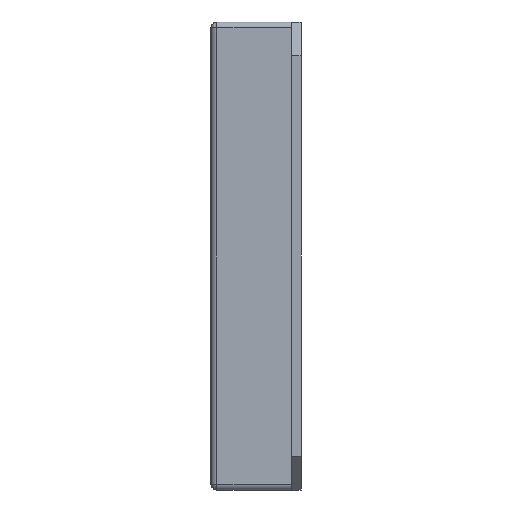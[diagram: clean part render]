
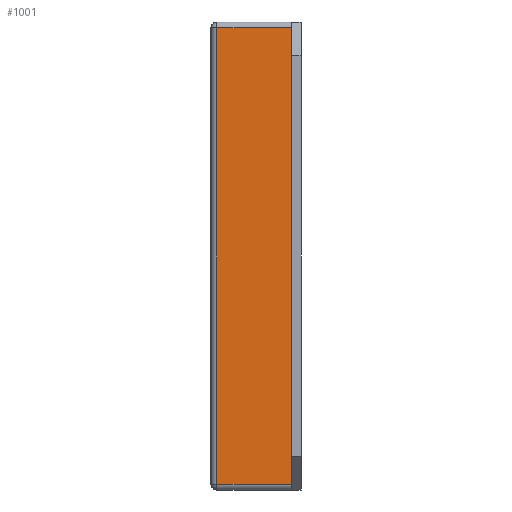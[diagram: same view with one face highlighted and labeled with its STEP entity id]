
A CAD part, left-side view. The second image highlights one B-rep face of the part: STEP entity #1001.
In plain terms, the highlighted planar face has unit normal (-1, 0, 0).
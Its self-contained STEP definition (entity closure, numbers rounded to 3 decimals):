
#14 = VECTOR ( 'NONE', #1848, 1000. ) ;
#35 = VECTOR ( 'NONE', #1305, 1000. ) ;
#146 = DIRECTION ( 'NONE',  ( 0., 0., 1. ) ) ;
#172 = AXIS2_PLACEMENT_3D ( 'NONE', #1364, #1813, #260 ) ;
#260 = DIRECTION ( 'NONE',  ( 0., 0., -1. ) ) ;
#447 = CARTESIAN_POINT ( 'NONE',  ( -13.1, 0.8, -19.5 ) ) ;
#579 = EDGE_LOOP ( 'NONE', ( #753, #2008, #3521, #3341 ) ) ;
#753 = ORIENTED_EDGE ( 'NONE', *, *, #1283, .T. ) ;
#1001 = ADVANCED_FACE ( 'NONE', ( #3290 ), #2718, .F. ) ;
#1114 = LINE ( 'NONE', #2926, #2466 ) ;
#1199 = VERTEX_POINT ( 'NONE', #447 ) ;
#1253 = CARTESIAN_POINT ( 'NONE',  ( -13.1, 0.8, 20. ) ) ;
#1276 = VERTEX_POINT ( 'NONE', #1567 ) ;
#1283 = EDGE_CURVE ( 'NONE', #1276, #2853, #1114, .T. ) ;
#1295 = DIRECTION ( 'NONE',  ( 0., 0., -1. ) ) ;
#1305 = DIRECTION ( 'NONE',  ( 0., -1., 0. ) ) ;
#1329 = EDGE_CURVE ( 'NONE', #1749, #1276, #1490, .T. ) ;
#1364 = CARTESIAN_POINT ( 'NONE',  ( -13.1, 7.7, 20. ) ) ;
#1458 = EDGE_CURVE ( 'NONE', #1199, #1749, #2894, .T. ) ;
#1490 = LINE ( 'NONE', #3467, #14 ) ;
#1512 = LINE ( 'NONE', #3494, #35 ) ;
#1567 = CARTESIAN_POINT ( 'NONE',  ( -13.1, 7.2, 19.5 ) ) ;
#1749 = VERTEX_POINT ( 'NONE', #2287 ) ;
#1813 = DIRECTION ( 'NONE',  ( 1., 0., 0. ) ) ;
#1848 = DIRECTION ( 'NONE',  ( 0., 1., 0. ) ) ;
#2008 = ORIENTED_EDGE ( 'NONE', *, *, #3102, .T. ) ;
#2287 = CARTESIAN_POINT ( 'NONE',  ( -13.1, 0.8, 19.5 ) ) ;
#2466 = VECTOR ( 'NONE', #1295, 1000. ) ;
#2718 = PLANE ( 'NONE',  #172 ) ;
#2853 = VERTEX_POINT ( 'NONE', #3099 ) ;
#2894 = LINE ( 'NONE', #1253, #3545 ) ;
#2926 = CARTESIAN_POINT ( 'NONE',  ( -13.1, 7.2, -20. ) ) ;
#3099 = CARTESIAN_POINT ( 'NONE',  ( -13.1, 7.2, -19.5 ) ) ;
#3102 = EDGE_CURVE ( 'NONE', #2853, #1199, #1512, .T. ) ;
#3290 = FACE_OUTER_BOUND ( 'NONE', #579, .T. ) ;
#3341 = ORIENTED_EDGE ( 'NONE', *, *, #1329, .T. ) ;
#3467 = CARTESIAN_POINT ( 'NONE',  ( -13.1, 7.7, 19.5 ) ) ;
#3494 = CARTESIAN_POINT ( 'NONE',  ( -13.1, 7.7, -19.5 ) ) ;
#3521 = ORIENTED_EDGE ( 'NONE', *, *, #1458, .T. ) ;
#3545 = VECTOR ( 'NONE', #146, 1000. ) ;
